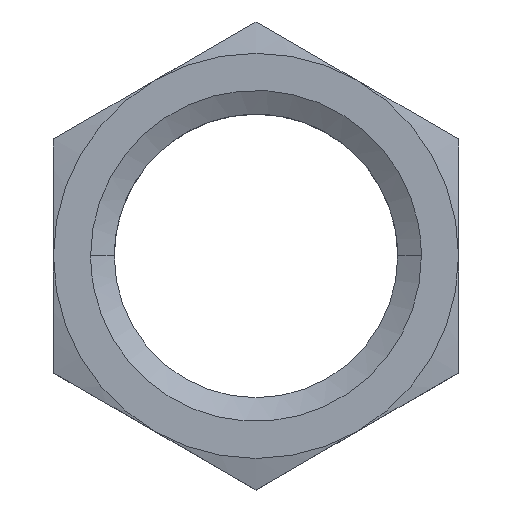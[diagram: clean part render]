
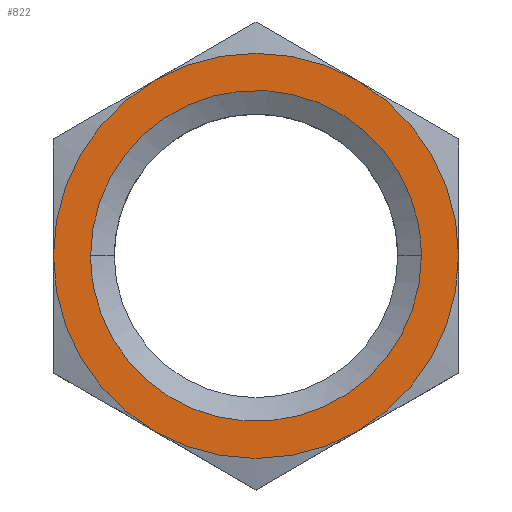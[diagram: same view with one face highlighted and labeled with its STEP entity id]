
A CAD part, top view. The second image highlights one B-rep face of the part: STEP entity #822.
In plain terms, the highlighted planar face has unit normal (0, 0, 1).
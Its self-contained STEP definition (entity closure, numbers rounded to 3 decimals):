
#592=AXIS2_PLACEMENT_3D('Circle Axis2P3D',#590,#591,$) ;
#609=AXIS2_PLACEMENT_3D('Circle Axis2P3D',#607,#608,$) ;
#626=AXIS2_PLACEMENT_3D('Circle Axis2P3D',#624,#625,$) ;
#643=AXIS2_PLACEMENT_3D('Circle Axis2P3D',#641,#642,$) ;
#660=AXIS2_PLACEMENT_3D('Circle Axis2P3D',#658,#659,$) ;
#739=AXIS2_PLACEMENT_3D('Circle Axis2P3D',#737,#738,$) ;
#752=AXIS2_PLACEMENT_3D('Plane Axis2P3D',#749,#750,#751) ;
#321=CARTESIAN_POINT('Vertex',(15.,8.66,4.7)) ;
#361=CARTESIAN_POINT('Vertex',(11.25,2.165,4.7)) ;
#401=CARTESIAN_POINT('Vertex',(3.75,2.165,4.7)) ;
#441=CARTESIAN_POINT('Vertex',(0.,8.66,4.7)) ;
#531=CARTESIAN_POINT('Vertex',(3.75,15.155,4.7)) ;
#564=CARTESIAN_POINT('Vertex',(11.25,15.155,4.7)) ;
#590=CARTESIAN_POINT('Axis2P3D Location',(7.5,8.66,4.7)) ;
#607=CARTESIAN_POINT('Axis2P3D Location',(7.5,8.66,4.7)) ;
#624=CARTESIAN_POINT('Axis2P3D Location',(7.5,8.66,4.7)) ;
#641=CARTESIAN_POINT('Axis2P3D Location',(7.5,8.66,4.7)) ;
#658=CARTESIAN_POINT('Axis2P3D Location',(7.5,8.66,4.7)) ;
#737=CARTESIAN_POINT('Axis2P3D Location',(7.5,8.66,4.7)) ;
#749=CARTESIAN_POINT('Axis2P3D Location',(7.5,8.66,4.7)) ;
#763=CARTESIAN_POINT('Control Point',(13.625,8.66,4.7)) ;
#764=CARTESIAN_POINT('Control Point',(13.625,8.054,4.7)) ;
#765=CARTESIAN_POINT('Control Point',(13.55,7.448,4.7)) ;
#766=CARTESIAN_POINT('Control Point',(13.4,6.854,4.7)) ;
#767=CARTESIAN_POINT('Control Point',(12.956,5.716,4.7)) ;
#768=CARTESIAN_POINT('Control Point',(12.248,4.72,4.7)) ;
#769=CARTESIAN_POINT('Control Point',(11.834,4.268,4.7)) ;
#770=CARTESIAN_POINT('Control Point',(10.903,3.478,4.7)) ;
#771=CARTESIAN_POINT('Control Point',(9.807,2.937,4.7)) ;
#772=CARTESIAN_POINT('Control Point',(9.229,2.737,4.7)) ;
#773=CARTESIAN_POINT('Control Point',(8.034,2.483,4.7)) ;
#774=CARTESIAN_POINT('Control Point',(6.813,2.528,4.7)) ;
#775=CARTESIAN_POINT('Control Point',(6.208,2.626,4.7)) ;
#776=CARTESIAN_POINT('Control Point',(5.036,2.971,4.7)) ;
#777=CARTESIAN_POINT('Control Point',(3.983,3.59,4.7)) ;
#778=CARTESIAN_POINT('Control Point',(3.498,3.964,4.7)) ;
#779=CARTESIAN_POINT('Control Point',(2.63,4.823,4.7)) ;
#780=CARTESIAN_POINT('Control Point',(1.997,5.868,4.7)) ;
#781=CARTESIAN_POINT('Control Point',(1.748,6.428,4.7)) ;
#782=CARTESIAN_POINT('Control Point',(1.508,7.216,4.7)) ;
#783=CARTESIAN_POINT('Control Point',(1.402,8.027,4.7)) ;
#784=CARTESIAN_POINT('Control Point',(1.384,8.238,4.7)) ;
#785=CARTESIAN_POINT('Control Point',(1.375,8.449,4.7)) ;
#786=CARTESIAN_POINT('Control Point',(1.375,8.66,4.7)) ;
#787=CARTESIAN_POINT('Vertex',(13.625,8.66,4.7)) ;
#789=CARTESIAN_POINT('Vertex',(1.375,8.66,4.7)) ;
#793=CARTESIAN_POINT('Control Point',(1.375,8.66,4.7)) ;
#794=CARTESIAN_POINT('Control Point',(1.375,9.266,4.7)) ;
#795=CARTESIAN_POINT('Control Point',(1.45,9.872,4.7)) ;
#796=CARTESIAN_POINT('Control Point',(1.6,10.466,4.7)) ;
#797=CARTESIAN_POINT('Control Point',(2.044,11.604,4.7)) ;
#798=CARTESIAN_POINT('Control Point',(2.752,12.6,4.7)) ;
#799=CARTESIAN_POINT('Control Point',(3.166,13.052,4.7)) ;
#800=CARTESIAN_POINT('Control Point',(4.097,13.842,4.7)) ;
#801=CARTESIAN_POINT('Control Point',(5.193,14.383,4.7)) ;
#802=CARTESIAN_POINT('Control Point',(5.771,14.583,4.7)) ;
#803=CARTESIAN_POINT('Control Point',(6.966,14.837,4.7)) ;
#804=CARTESIAN_POINT('Control Point',(8.187,14.792,4.7)) ;
#805=CARTESIAN_POINT('Control Point',(8.792,14.694,4.7)) ;
#806=CARTESIAN_POINT('Control Point',(9.964,14.349,4.7)) ;
#807=CARTESIAN_POINT('Control Point',(11.017,13.73,4.7)) ;
#808=CARTESIAN_POINT('Control Point',(11.502,13.356,4.7)) ;
#809=CARTESIAN_POINT('Control Point',(12.37,12.497,4.7)) ;
#810=CARTESIAN_POINT('Control Point',(13.003,11.452,4.7)) ;
#811=CARTESIAN_POINT('Control Point',(13.252,10.892,4.7)) ;
#812=CARTESIAN_POINT('Control Point',(13.492,10.104,4.7)) ;
#813=CARTESIAN_POINT('Control Point',(13.598,9.293,4.7)) ;
#814=CARTESIAN_POINT('Control Point',(13.616,9.082,4.7)) ;
#815=CARTESIAN_POINT('Control Point',(13.625,8.871,4.7)) ;
#816=CARTESIAN_POINT('Control Point',(13.625,8.66,4.7)) ;
#591=DIRECTION('Axis2P3D Direction',(-0.,0.,-1.)) ;
#608=DIRECTION('Axis2P3D Direction',(0.,0.,-1.)) ;
#625=DIRECTION('Axis2P3D Direction',(0.,0.,-1.)) ;
#642=DIRECTION('Axis2P3D Direction',(0.,0.,-1.)) ;
#659=DIRECTION('Axis2P3D Direction',(-0.,0.,-1.)) ;
#738=DIRECTION('Axis2P3D Direction',(-0.,0.,-1.)) ;
#750=DIRECTION('Axis2P3D Direction',(0.,0.,1.)) ;
#751=DIRECTION('Axis2P3D XDirection',(1.,0.,0.)) ;
#755=ORIENTED_EDGE('',*,*,#611,.F.) ;
#756=ORIENTED_EDGE('',*,*,#594,.F.) ;
#757=ORIENTED_EDGE('',*,*,#741,.F.) ;
#758=ORIENTED_EDGE('',*,*,#662,.F.) ;
#759=ORIENTED_EDGE('',*,*,#645,.F.) ;
#760=ORIENTED_EDGE('',*,*,#628,.F.) ;
#819=ORIENTED_EDGE('',*,*,#791,.T.) ;
#820=ORIENTED_EDGE('',*,*,#817,.T.) ;
#821=FACE_BOUND('',#818,.T.) ;
#822=ADVANCED_FACE('Schnitt-Rotation1',(#761,#821),#753,.T.) ;
#762=B_SPLINE_CURVE_WITH_KNOTS('',5,(#763,#764,#765,#766,#767,#768,#769,#770,#771,#772,#773,#774,#775,#776,#777,#778,#779,#780,#781,#782,#783,#784,#785,#786),.UNSPECIFIED.,.F.,.U.,(6,3,3,3,3,3,3,6),(0.,4.297,8.594,12.891,17.188,21.485,25.782,27.277),.UNSPECIFIED.) ;
#792=B_SPLINE_CURVE_WITH_KNOTS('',5,(#793,#794,#795,#796,#797,#798,#799,#800,#801,#802,#803,#804,#805,#806,#807,#808,#809,#810,#811,#812,#813,#814,#815,#816),.UNSPECIFIED.,.F.,.U.,(6,3,3,3,3,3,3,6),(0.,4.297,8.594,12.891,17.188,21.485,25.782,27.277),.UNSPECIFIED.) ;
#593=CIRCLE('generated circle',#592,7.5) ;
#610=CIRCLE('generated circle',#609,7.5) ;
#627=CIRCLE('generated circle',#626,7.5) ;
#644=CIRCLE('generated circle',#643,7.5) ;
#661=CIRCLE('generated circle',#660,7.5) ;
#740=CIRCLE('generated circle',#739,7.5) ;
#594=EDGE_CURVE('',#565,#322,#593,.T.) ;
#611=EDGE_CURVE('',#322,#362,#610,.T.) ;
#628=EDGE_CURVE('',#362,#402,#627,.T.) ;
#645=EDGE_CURVE('',#402,#442,#644,.T.) ;
#662=EDGE_CURVE('',#442,#532,#661,.T.) ;
#741=EDGE_CURVE('',#532,#565,#740,.T.) ;
#791=EDGE_CURVE('',#788,#790,#762,.T.) ;
#817=EDGE_CURVE('',#790,#788,#792,.T.) ;
#754=EDGE_LOOP('',(#755,#756,#757,#758,#759,#760)) ;
#818=EDGE_LOOP('',(#819,#820)) ;
#761=FACE_OUTER_BOUND('',#754,.T.) ;
#753=PLANE('',#752) ;
#322=VERTEX_POINT('',#321) ;
#362=VERTEX_POINT('',#361) ;
#402=VERTEX_POINT('',#401) ;
#442=VERTEX_POINT('',#441) ;
#532=VERTEX_POINT('',#531) ;
#565=VERTEX_POINT('',#564) ;
#788=VERTEX_POINT('',#787) ;
#790=VERTEX_POINT('',#789) ;
